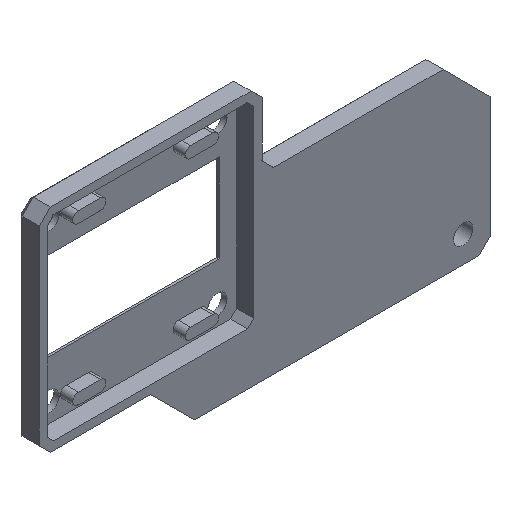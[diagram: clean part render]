
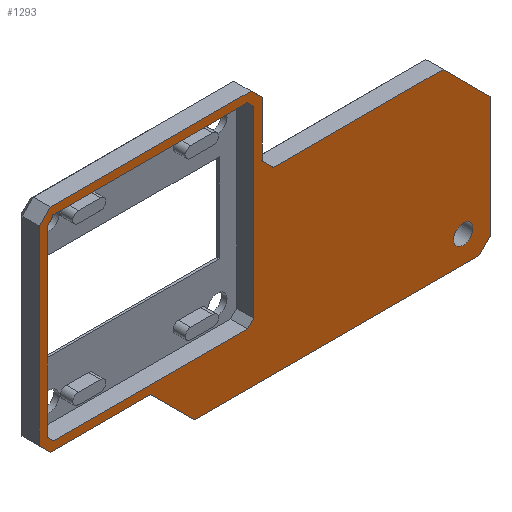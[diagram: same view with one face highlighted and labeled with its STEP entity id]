
A CAD part, isometric view. The second image highlights one B-rep face of the part: STEP entity #1293.
In plain terms, the highlighted planar face has unit normal (0, -1, 0).
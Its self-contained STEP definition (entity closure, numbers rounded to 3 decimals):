
#21=FACE_BOUND('',#207,.T.);
#22=FACE_BOUND('',#208,.T.);
#53=CIRCLE('',#1392,1.75);
#128=FACE_OUTER_BOUND('',#206,.T.);
#206=EDGE_LOOP('',(#1070,#1071,#1072,#1073,#1074,#1075,#1076,#1077,#1078,
#1079,#1080,#1081,#1082,#1083));
#207=EDGE_LOOP('',(#1084));
#208=EDGE_LOOP('',(#1085,#1086,#1087,#1088,#1089,#1090,#1091,#1092));
#324=LINE('',#2003,#475);
#327=LINE('',#2008,#478);
#329=LINE('',#2012,#480);
#331=LINE('',#2016,#482);
#333=LINE('',#2020,#484);
#335=LINE('',#2024,#486);
#337=LINE('',#2028,#488);
#341=LINE('',#2040,#492);
#344=LINE('',#2046,#495);
#347=LINE('',#2052,#498);
#350=LINE('',#2058,#501);
#353=LINE('',#2064,#504);
#356=LINE('',#2070,#507);
#359=LINE('',#2076,#510);
#362=LINE('',#2080,#513);
#363=LINE('',#2084,#514);
#364=LINE('',#2086,#515);
#365=LINE('',#2088,#516);
#366=LINE('',#2090,#517);
#367=LINE('',#2092,#518);
#368=LINE('',#2093,#519);
#369=LINE('',#2094,#520);
#475=VECTOR('',#1640,10.);
#478=VECTOR('',#1645,10.);
#480=VECTOR('',#1649,10.);
#482=VECTOR('',#1653,10.);
#484=VECTOR('',#1657,10.);
#486=VECTOR('',#1661,10.);
#488=VECTOR('',#1665,10.);
#492=VECTOR('',#1675,10.);
#495=VECTOR('',#1680,10.);
#498=VECTOR('',#1685,10.);
#501=VECTOR('',#1690,10.);
#504=VECTOR('',#1695,10.);
#507=VECTOR('',#1700,10.);
#510=VECTOR('',#1705,10.);
#513=VECTOR('',#1710,10.);
#514=VECTOR('',#1713,10.);
#515=VECTOR('',#1714,10.);
#516=VECTOR('',#1715,10.);
#517=VECTOR('',#1716,10.);
#518=VECTOR('',#1717,10.);
#519=VECTOR('',#1718,10.);
#520=VECTOR('',#1719,10.);
#610=VERTEX_POINT('',#2000);
#611=VERTEX_POINT('',#2002);
#612=VERTEX_POINT('',#2006);
#613=VERTEX_POINT('',#2010);
#614=VERTEX_POINT('',#2014);
#615=VERTEX_POINT('',#2018);
#616=VERTEX_POINT('',#2022);
#617=VERTEX_POINT('',#2026);
#618=VERTEX_POINT('',#2030);
#621=VERTEX_POINT('',#2037);
#622=VERTEX_POINT('',#2039);
#624=VERTEX_POINT('',#2045);
#626=VERTEX_POINT('',#2051);
#628=VERTEX_POINT('',#2057);
#630=VERTEX_POINT('',#2063);
#632=VERTEX_POINT('',#2069);
#634=VERTEX_POINT('',#2075);
#635=VERTEX_POINT('',#2082);
#636=VERTEX_POINT('',#2083);
#637=VERTEX_POINT('',#2085);
#638=VERTEX_POINT('',#2087);
#639=VERTEX_POINT('',#2089);
#640=VERTEX_POINT('',#2091);
#759=EDGE_CURVE('',#611,#610,#324,.T.);
#762=EDGE_CURVE('',#610,#612,#327,.T.);
#764=EDGE_CURVE('',#612,#613,#329,.T.);
#766=EDGE_CURVE('',#613,#614,#331,.T.);
#768=EDGE_CURVE('',#614,#615,#333,.T.);
#770=EDGE_CURVE('',#615,#616,#335,.T.);
#772=EDGE_CURVE('',#616,#617,#337,.T.);
#774=EDGE_CURVE('',#618,#618,#53,.T.);
#777=EDGE_CURVE('',#622,#621,#341,.T.);
#780=EDGE_CURVE('',#624,#622,#344,.T.);
#783=EDGE_CURVE('',#626,#624,#347,.T.);
#786=EDGE_CURVE('',#628,#626,#350,.T.);
#789=EDGE_CURVE('',#630,#628,#353,.T.);
#792=EDGE_CURVE('',#632,#630,#356,.T.);
#795=EDGE_CURVE('',#634,#632,#359,.T.);
#798=EDGE_CURVE('',#621,#634,#362,.T.);
#799=EDGE_CURVE('',#635,#636,#363,.T.);
#800=EDGE_CURVE('',#636,#637,#364,.T.);
#801=EDGE_CURVE('',#637,#638,#365,.T.);
#802=EDGE_CURVE('',#638,#639,#366,.T.);
#803=EDGE_CURVE('',#639,#640,#367,.T.);
#804=EDGE_CURVE('',#640,#611,#368,.T.);
#805=EDGE_CURVE('',#617,#635,#369,.T.);
#1070=ORIENTED_EDGE('',*,*,#799,.T.);
#1071=ORIENTED_EDGE('',*,*,#800,.T.);
#1072=ORIENTED_EDGE('',*,*,#801,.T.);
#1073=ORIENTED_EDGE('',*,*,#802,.T.);
#1074=ORIENTED_EDGE('',*,*,#803,.T.);
#1075=ORIENTED_EDGE('',*,*,#804,.T.);
#1076=ORIENTED_EDGE('',*,*,#759,.T.);
#1077=ORIENTED_EDGE('',*,*,#762,.T.);
#1078=ORIENTED_EDGE('',*,*,#764,.T.);
#1079=ORIENTED_EDGE('',*,*,#766,.T.);
#1080=ORIENTED_EDGE('',*,*,#768,.T.);
#1081=ORIENTED_EDGE('',*,*,#770,.T.);
#1082=ORIENTED_EDGE('',*,*,#772,.T.);
#1083=ORIENTED_EDGE('',*,*,#805,.T.);
#1084=ORIENTED_EDGE('',*,*,#774,.T.);
#1085=ORIENTED_EDGE('',*,*,#798,.T.);
#1086=ORIENTED_EDGE('',*,*,#795,.T.);
#1087=ORIENTED_EDGE('',*,*,#792,.T.);
#1088=ORIENTED_EDGE('',*,*,#789,.T.);
#1089=ORIENTED_EDGE('',*,*,#786,.T.);
#1090=ORIENTED_EDGE('',*,*,#783,.T.);
#1091=ORIENTED_EDGE('',*,*,#780,.T.);
#1092=ORIENTED_EDGE('',*,*,#777,.T.);
#1225=PLANE('',#1401);
#1293=ADVANCED_FACE('',(#128,#21,#22),#1225,.T.);
#1392=AXIS2_PLACEMENT_3D('',#2032,#1669,#1670);
#1401=AXIS2_PLACEMENT_3D('',#2081,#1711,#1712);
#1640=DIRECTION('',(1.,0.,0.));
#1645=DIRECTION('',(0.707,0.,-0.707));
#1649=DIRECTION('',(1.,0.,0.));
#1653=DIRECTION('',(0.707,0.,0.707));
#1657=DIRECTION('',(0.,0.,1.));
#1661=DIRECTION('',(-0.707,0.,0.707));
#1665=DIRECTION('',(-1.,0.,0.));
#1669=DIRECTION('center_axis',(0.,1.,0.));
#1670=DIRECTION('ref_axis',(-1.,0.,0.));
#1675=DIRECTION('',(0.707,0.,-0.707));
#1680=DIRECTION('',(1.,0.,0.));
#1685=DIRECTION('',(0.707,0.,0.707));
#1690=DIRECTION('',(0.,0.,1.));
#1695=DIRECTION('',(-0.707,0.,0.707));
#1700=DIRECTION('',(-1.,0.,0.));
#1705=DIRECTION('',(-0.707,0.,-0.707));
#1710=DIRECTION('',(0.,0.,-1.));
#1711=DIRECTION('center_axis',(0.,-1.,0.));
#1712=DIRECTION('ref_axis',(0.,0.,-1.));
#1713=DIRECTION('',(0.,0.,1.));
#1714=DIRECTION('',(-0.707,0.,0.707));
#1715=DIRECTION('',(-1.,0.,0.));
#1716=DIRECTION('',(-0.707,0.,-0.707));
#1717=DIRECTION('',(0.,0.,-1.));
#1718=DIRECTION('',(0.707,0.,-0.707));
#1719=DIRECTION('',(-0.707,0.,0.707));
#2000=CARTESIAN_POINT('',(0.,-3.1,-19.25));
#2002=CARTESIAN_POINT('',(-18.2,-3.1,-19.25));
#2003=CARTESIAN_POINT('',(-18.2,-3.1,-19.25));
#2006=CARTESIAN_POINT('',(8.,-3.1,-27.25));
#2008=CARTESIAN_POINT('',(0.,-3.1,-19.25));
#2010=CARTESIAN_POINT('',(59.5,-3.1,-27.25));
#2012=CARTESIAN_POINT('',(8.,-3.1,-27.25));
#2014=CARTESIAN_POINT('',(61.5,-3.1,-25.25));
#2016=CARTESIAN_POINT('',(59.5,-3.1,-27.25));
#2018=CARTESIAN_POINT('',(61.5,-3.1,-3.25));
#2020=CARTESIAN_POINT('',(61.5,-3.1,-25.25));
#2022=CARTESIAN_POINT('',(53.,-3.1,5.25));
#2024=CARTESIAN_POINT('',(61.5,-3.1,-3.25));
#2026=CARTESIAN_POINT('',(22.2,-3.1,5.25));
#2028=CARTESIAN_POINT('',(53.,-3.1,5.25));
#2030=CARTESIAN_POINT('',(58.4,-3.1,-22.4));
#2032=CARTESIAN_POINT('Origin',(56.65,-3.1,-22.4));
#2037=CARTESIAN_POINT('',(18.7,-3.1,16.629));
#2039=CARTESIAN_POINT('',(17.579,-3.1,17.75));
#2040=CARTESIAN_POINT('',(18.7,-3.1,16.629));
#2045=CARTESIAN_POINT('',(-17.579,-3.1,17.75));
#2046=CARTESIAN_POINT('',(17.579,-3.1,17.75));
#2051=CARTESIAN_POINT('',(-18.7,-3.1,16.629));
#2052=CARTESIAN_POINT('',(-17.579,-3.1,17.75));
#2057=CARTESIAN_POINT('',(-18.7,-3.1,-16.629));
#2058=CARTESIAN_POINT('',(-18.7,-3.1,16.629));
#2063=CARTESIAN_POINT('',(-17.579,-3.1,-17.75));
#2064=CARTESIAN_POINT('',(-18.7,-3.1,-16.629));
#2069=CARTESIAN_POINT('',(17.579,-3.1,-17.75));
#2070=CARTESIAN_POINT('',(-17.579,-3.1,-17.75));
#2075=CARTESIAN_POINT('',(18.7,-3.1,-16.629));
#2076=CARTESIAN_POINT('',(18.7,-3.1,-16.629));
#2080=CARTESIAN_POINT('',(18.7,-3.1,7.25));
#2081=CARTESIAN_POINT('Origin',(0.,-3.1,0.));
#2082=CARTESIAN_POINT('',(20.2,-3.1,7.25));
#2083=CARTESIAN_POINT('',(20.2,-3.1,17.25));
#2084=CARTESIAN_POINT('',(20.2,-3.1,7.25));
#2085=CARTESIAN_POINT('',(18.2,-3.1,19.25));
#2086=CARTESIAN_POINT('',(20.2,-3.1,17.25));
#2087=CARTESIAN_POINT('',(-18.2,-3.1,19.25));
#2088=CARTESIAN_POINT('',(18.2,-3.1,19.25));
#2089=CARTESIAN_POINT('',(-20.2,-3.1,17.25));
#2090=CARTESIAN_POINT('',(-18.2,-3.1,19.25));
#2091=CARTESIAN_POINT('',(-20.2,-3.1,-17.25));
#2092=CARTESIAN_POINT('',(-20.2,-3.1,17.25));
#2093=CARTESIAN_POINT('',(-20.2,-3.1,-17.25));
#2094=CARTESIAN_POINT('',(22.2,-3.1,5.25));
